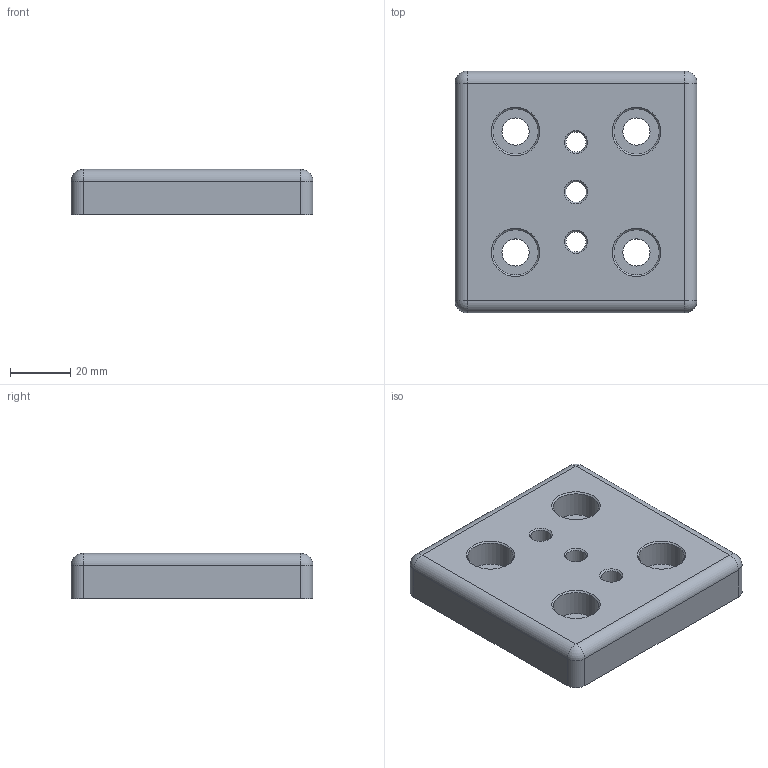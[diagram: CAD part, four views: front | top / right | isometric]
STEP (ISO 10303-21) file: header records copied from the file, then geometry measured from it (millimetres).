
FILE_DESCRIPTION(/* description */ ('KriTec Fußplatte 8 80x80x15 für Bockrolle D75 2x M8 gebohrt'),/* implementation_level */ '2;1');
FILE_NAME(/* name */ '12173_KriTec_Fussplatte_8_80x80x15_fuer_Bockrolle_D75_2x_M8_gebohrt.stp',/* time_stamp */ '2020-02-24T11:43:34+01:00',/* author */ ('jendrek'),/* organization */ (''),/* preprocessor_version */ 'ST-DEVELOPER v17',/* originating_system */ 'Autodesk Inventor 2018',/* authorisation */ '');
FILE_SCHEMA (('AUTOMOTIVE_DESIGN { 1 0 10303 214 3 1 1 }'));
Length unit declared in the file: millimetre
Products named in the file (1): 12173
Bounding box: 80 x 80 x 15 mm (x, y, z)
Volume: 85231.4 mm3; surface area: 19455 mm2
Topology: 1 solids, 1 shells, 40 faces, 98 edges, 60 vertices
Faces by surface type: cylinder 19, plane 10, cone 7, sphere 4
Full cylindrical faces by diameter (mm): 6.647 x2, 6.8 x1, 9 x4, 15 x4
Entity records: 1237 total; most frequent: DIRECTION 232, CARTESIAN_POINT 195, ORIENTED_EDGE 188, AXIS2_PLACEMENT_3D 97, EDGE_CURVE 94, VERTEX_POINT 60, EDGE_LOOP 58, CIRCLE 56
